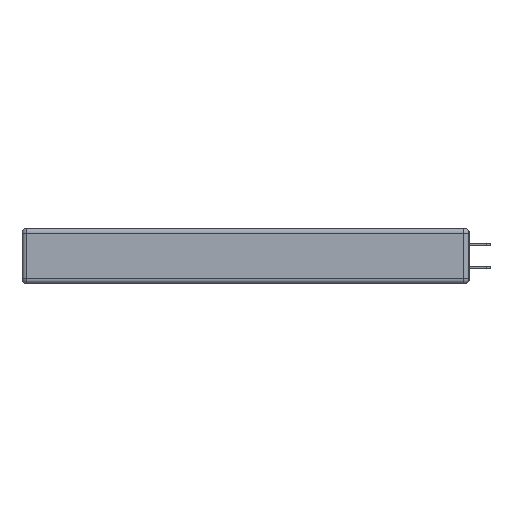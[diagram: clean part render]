
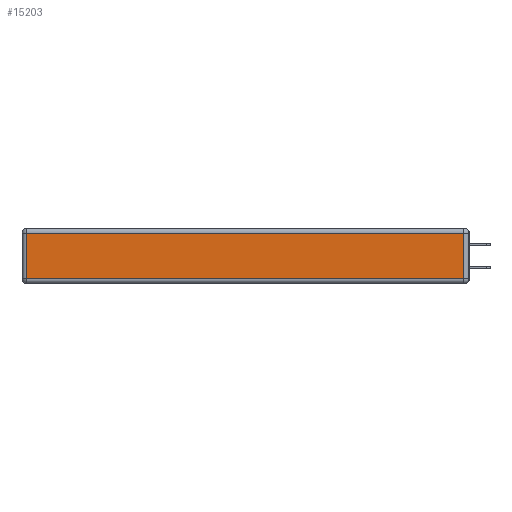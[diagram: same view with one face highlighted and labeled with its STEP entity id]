
A CAD part, left-side view. The second image highlights one B-rep face of the part: STEP entity #15203.
In plain terms, the highlighted planar face has unit normal (-1, 0, 0).
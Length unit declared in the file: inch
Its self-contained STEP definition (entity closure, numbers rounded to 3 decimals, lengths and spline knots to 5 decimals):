
#1572 = VERTEX_POINT ( 'NONE', #14580 ) ;
#1603 = VECTOR ( 'NONE', #17174, 39.37008 ) ;
#2174 = CARTESIAN_POINT ( 'NONE',  ( 0., 0.03, -0.03 ) ) ;
#2553 = VERTEX_POINT ( 'NONE', #19849 ) ;
#2721 = DIRECTION ( 'NONE',  ( 0., 0., 1. ) ) ;
#2822 = EDGE_CURVE ( 'NONE', #18346, #1572, #3314, .T. ) ;
#3085 = FACE_OUTER_BOUND ( 'NONE', #5579, .T. ) ;
#3136 = EDGE_CURVE ( 'NONE', #2553, #8743, #15322, .T. ) ;
#3294 = VECTOR ( 'NONE', #13450, 39.37008 ) ;
#3299 = CARTESIAN_POINT ( 'NONE',  ( 0., 0.03, -0.313 ) ) ;
#3314 = LINE ( 'NONE', #14038, #1603 ) ;
#4041 = CARTESIAN_POINT ( 'NONE',  ( 0., 0., -0.343 ) ) ;
#4164 = EDGE_CURVE ( 'NONE', #1572, #2553, #8455, .T. ) ;
#4529 = DIRECTION ( 'NONE',  ( 0., 0., -1. ) ) ;
#5579 = EDGE_LOOP ( 'NONE', ( #14035, #11154, #20197, #5782 ) ) ;
#5782 = ORIENTED_EDGE ( 'NONE', *, *, #4164, .T. ) ;
#6303 = AXIS2_PLACEMENT_3D ( 'NONE', #4041, #7352, #2721 ) ;
#6996 = EDGE_CURVE ( 'NONE', #8743, #18346, #17090, .T. ) ;
#7278 = CARTESIAN_POINT ( 'NONE',  ( 0., 0., -0.313 ) ) ;
#7352 = DIRECTION ( 'NONE',  ( -1., 0., 0. ) ) ;
#7466 = VECTOR ( 'NONE', #4529, 39.37008 ) ;
#7595 = CARTESIAN_POINT ( 'NONE',  ( 0., 2.72, -0.343 ) ) ;
#8455 = LINE ( 'NONE', #7595, #7466 ) ;
#8743 = VERTEX_POINT ( 'NONE', #3299 ) ;
#11154 = ORIENTED_EDGE ( 'NONE', *, *, #6996, .T. ) ;
#11464 = DIRECTION ( 'NONE',  ( 0., 0., 1. ) ) ;
#12142 = PLANE ( 'NONE',  #6303 ) ;
#13450 = DIRECTION ( 'NONE',  ( 0., -1., 0. ) ) ;
#14035 = ORIENTED_EDGE ( 'NONE', *, *, #3136, .T. ) ;
#14038 = CARTESIAN_POINT ( 'NONE',  ( 0., 2.75, -0.03 ) ) ;
#14580 = CARTESIAN_POINT ( 'NONE',  ( 0., 2.72, -0.03 ) ) ;
#15203 = ADVANCED_FACE ( 'NONE', ( #3085 ), #12142, .T. ) ;
#15322 = LINE ( 'NONE', #7278, #3294 ) ;
#17090 = LINE ( 'NONE', #17475, #18078 ) ;
#17174 = DIRECTION ( 'NONE',  ( 0., 1., 0. ) ) ;
#17475 = CARTESIAN_POINT ( 'NONE',  ( 0., 0.03, -0.343 ) ) ;
#18078 = VECTOR ( 'NONE', #11464, 39.37008 ) ;
#18346 = VERTEX_POINT ( 'NONE', #2174 ) ;
#19849 = CARTESIAN_POINT ( 'NONE',  ( 0., 2.72, -0.313 ) ) ;
#20197 = ORIENTED_EDGE ( 'NONE', *, *, #2822, .T. ) ;
